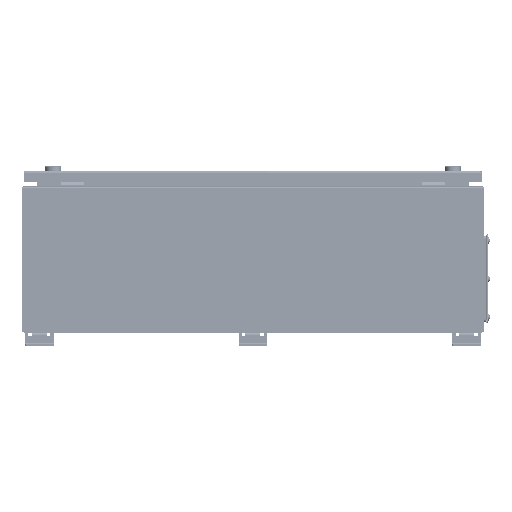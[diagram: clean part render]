
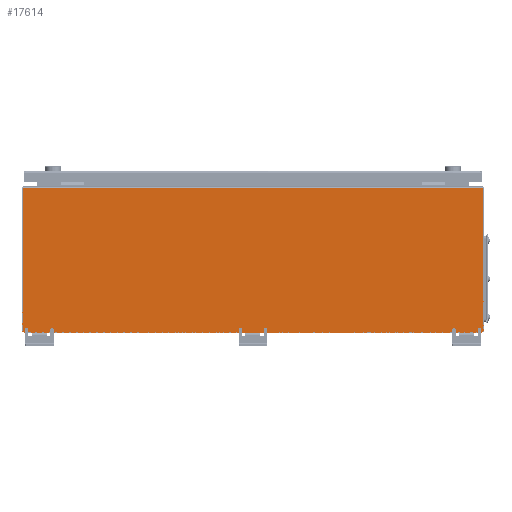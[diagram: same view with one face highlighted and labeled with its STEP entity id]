
A CAD part, left-side view. The second image highlights one B-rep face of the part: STEP entity #17614.
In plain terms, the highlighted planar face has unit normal (-1, 0, 0).
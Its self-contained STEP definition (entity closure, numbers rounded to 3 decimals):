
#202 = DIRECTION ( 'NONE',  ( 0., 0., -1. ) ) ;
#258 = DIRECTION ( 'NONE',  ( 0., 0., 1. ) ) ;
#4540 = LINE ( 'NONE', #4953, #31867 ) ;
#4953 = CARTESIAN_POINT ( 'NONE',  ( -1.5, -400., -126.5 ) ) ;
#6274 = EDGE_CURVE ( 'NONE', #73857, #57704, #29601, .T. ) ;
#6745 = CARTESIAN_POINT ( 'NONE',  ( -1.5, -400., 126.5 ) ) ;
#7273 = CARTESIAN_POINT ( 'NONE',  ( -1.5, 0., 0. ) ) ;
#8888 = ORIENTED_EDGE ( 'NONE', *, *, #52420, .F. ) ;
#11261 = VECTOR ( 'NONE', #81986, 1000. ) ;
#12106 = DIRECTION ( 'NONE',  ( 0., 0., 1. ) ) ;
#17395 = CARTESIAN_POINT ( 'NONE',  ( -1.5, 400., 123.5 ) ) ;
#17614 = ADVANCED_FACE ( 'NONE', ( #40680 ), #29209, .T. ) ;
#18774 = VERTEX_POINT ( 'NONE', #49853 ) ;
#20055 = EDGE_CURVE ( 'NONE', #32396, #18774, #66237, .T. ) ;
#22591 = ORIENTED_EDGE ( 'NONE', *, *, #20055, .T. ) ;
#24124 = CARTESIAN_POINT ( 'NONE',  ( -1.5, -400., 123.5 ) ) ;
#27357 = CARTESIAN_POINT ( 'NONE',  ( -1.5, 397., -123.5 ) ) ;
#28445 = AXIS2_PLACEMENT_3D ( 'NONE', #7273, #41553, #69278 ) ;
#28729 = CARTESIAN_POINT ( 'NONE',  ( -1.5, -400., 123.5 ) ) ;
#28765 = CARTESIAN_POINT ( 'NONE',  ( -1.5, 400., 126.5 ) ) ;
#29194 = DIRECTION ( 'NONE',  ( 0., 0., 1. ) ) ;
#29209 = PLANE ( 'NONE',  #28445 ) ;
#29601 = LINE ( 'NONE', #28729, #11261 ) ;
#29700 = VECTOR ( 'NONE', #202, 1000. ) ;
#31728 = DIRECTION ( 'NONE',  ( 0., 1., 0. ) ) ;
#31867 = VECTOR ( 'NONE', #31728, 1000. ) ;
#32396 = VERTEX_POINT ( 'NONE', #48269 ) ;
#33192 = CARTESIAN_POINT ( 'NONE',  ( -1.5, -397., -123.5 ) ) ;
#33637 = DIRECTION ( 'NONE',  ( -1., 0., 0. ) ) ;
#39437 = AXIS2_PLACEMENT_3D ( 'NONE', #27357, #61707, #12106 ) ;
#40680 = FACE_OUTER_BOUND ( 'NONE', #55444, .T. ) ;
#41553 = DIRECTION ( 'NONE',  ( -1., 0., 0. ) ) ;
#48269 = CARTESIAN_POINT ( 'NONE',  ( -1.5, 400., -123.5 ) ) ;
#49853 = CARTESIAN_POINT ( 'NONE',  ( -1.5, 397., -126.5 ) ) ;
#50539 = ORIENTED_EDGE ( 'NONE', *, *, #69511, .F. ) ;
#52420 = EDGE_CURVE ( 'NONE', #85683, #18774, #4540, .T. ) ;
#55444 = EDGE_LOOP ( 'NONE', ( #8888, #68142, #50539, #63319, #57902, #22591 ) ) ;
#57704 = VERTEX_POINT ( 'NONE', #17395 ) ;
#57902 = ORIENTED_EDGE ( 'NONE', *, *, #63152, .F. ) ;
#61707 = DIRECTION ( 'NONE',  ( -1., 0., 0. ) ) ;
#62914 = VECTOR ( 'NONE', #29194, 1000. ) ;
#63152 = EDGE_CURVE ( 'NONE', #32396, #57704, #82441, .T. ) ;
#63319 = ORIENTED_EDGE ( 'NONE', *, *, #6274, .T. ) ;
#64648 = VERTEX_POINT ( 'NONE', #70032 ) ;
#66237 = CIRCLE ( 'NONE', #39437, 3. ) ;
#67035 = LINE ( 'NONE', #6745, #29700 ) ;
#68142 = ORIENTED_EDGE ( 'NONE', *, *, #86844, .T. ) ;
#69278 = DIRECTION ( 'NONE',  ( 0., 0., 1. ) ) ;
#69511 = EDGE_CURVE ( 'NONE', #73857, #64648, #67035, .T. ) ;
#70032 = CARTESIAN_POINT ( 'NONE',  ( -1.5, -400., -123.5 ) ) ;
#73857 = VERTEX_POINT ( 'NONE', #24124 ) ;
#75957 = AXIS2_PLACEMENT_3D ( 'NONE', #33192, #33637, #258 ) ;
#75963 = CARTESIAN_POINT ( 'NONE',  ( -1.5, -397., -126.5 ) ) ;
#80132 = CIRCLE ( 'NONE', #75957, 3. ) ;
#81986 = DIRECTION ( 'NONE',  ( 0., 1., 0. ) ) ;
#82441 = LINE ( 'NONE', #28765, #62914 ) ;
#85683 = VERTEX_POINT ( 'NONE', #75963 ) ;
#86844 = EDGE_CURVE ( 'NONE', #85683, #64648, #80132, .T. ) ;
